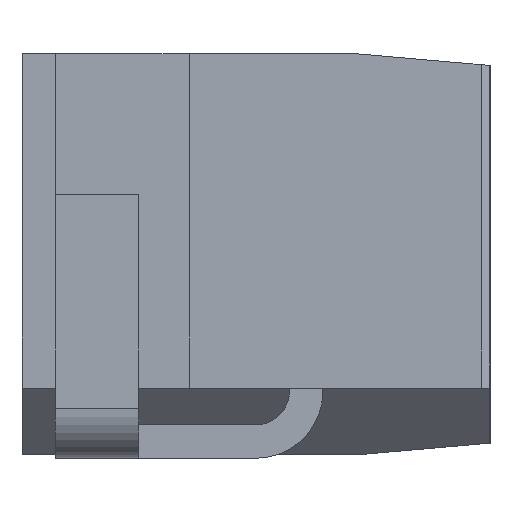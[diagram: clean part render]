
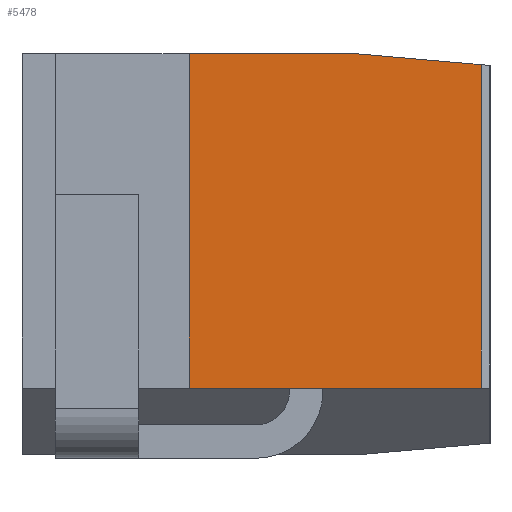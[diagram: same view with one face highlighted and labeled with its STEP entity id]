
A CAD part, left-side view. The second image highlights one B-rep face of the part: STEP entity #5478.
In plain terms, the highlighted planar face has unit normal (-1, 0, 0).
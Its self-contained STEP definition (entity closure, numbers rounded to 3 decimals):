
#400=FACE_OUTER_BOUND('',#701,.T.);
#701=EDGE_LOOP('',(#3816,#3817,#3818,#3819,#3820));
#1104=LINE('',#7815,#1675);
#1107=LINE('',#7822,#1678);
#1140=LINE('',#7882,#1711);
#1143=LINE('',#7890,#1714);
#1164=LINE('',#7933,#1735);
#1675=VECTOR('',#6312,1000.);
#1678=VECTOR('',#6317,1000.);
#1711=VECTOR('',#6366,1000.);
#1714=VECTOR('',#6377,1000.);
#1735=VECTOR('',#6424,1000.);
#2309=VERTEX_POINT('',#7798);
#2316=VERTEX_POINT('',#7813);
#2319=VERTEX_POINT('',#7821);
#2338=VERTEX_POINT('',#7881);
#2339=VERTEX_POINT('',#7889);
#2854=EDGE_CURVE('',#2309,#2316,#1104,.T.);
#2857=EDGE_CURVE('',#2319,#2309,#1107,.T.);
#2890=EDGE_CURVE('',#2338,#2319,#1140,.T.);
#2893=EDGE_CURVE('',#2338,#2339,#1143,.T.);
#2914=EDGE_CURVE('',#2339,#2316,#1164,.T.);
#3816=ORIENTED_EDGE('',*,*,#2857,.T.);
#3817=ORIENTED_EDGE('',*,*,#2854,.T.);
#3818=ORIENTED_EDGE('',*,*,#2914,.F.);
#3819=ORIENTED_EDGE('',*,*,#2893,.F.);
#3820=ORIENTED_EDGE('',*,*,#2890,.T.);
#5003=PLANE('',#5823);
#5478=ADVANCED_FACE('',(#400),#5003,.F.);
#5823=AXIS2_PLACEMENT_3D('',#7934,#6425,#6426);
#6312=DIRECTION('',(0.,1.,0.));
#6317=DIRECTION('',(0.,0.996,0.087));
#6366=DIRECTION('',(0.,0.,1.));
#6377=DIRECTION('',(0.,1.,0.));
#6424=DIRECTION('',(0.,0.,1.));
#6425=DIRECTION('center_axis',(1.,0.,0.));
#6426=DIRECTION('ref_axis',(0.,0.,-1.));
#7798=CARTESIAN_POINT('',(-1.55,-0.3,0.6));
#7813=CARTESIAN_POINT('',(-1.55,0.2,0.6));
#7815=CARTESIAN_POINT('',(-1.55,-0.673,0.6));
#7821=CARTESIAN_POINT('',(-1.55,-0.673,0.567));
#7822=CARTESIAN_POINT('',(-1.55,-0.3,0.6));
#7881=CARTESIAN_POINT('',(-1.55,-0.673,-0.4));
#7882=CARTESIAN_POINT('',(-1.55,-0.673,-9.4));
#7889=CARTESIAN_POINT('',(-1.55,0.2,-0.4));
#7890=CARTESIAN_POINT('',(-1.55,-0.7,-0.4));
#7933=CARTESIAN_POINT('',(-1.55,0.2,-9.4));
#7934=CARTESIAN_POINT('Origin',(-1.55,-0.673,-9.4));
